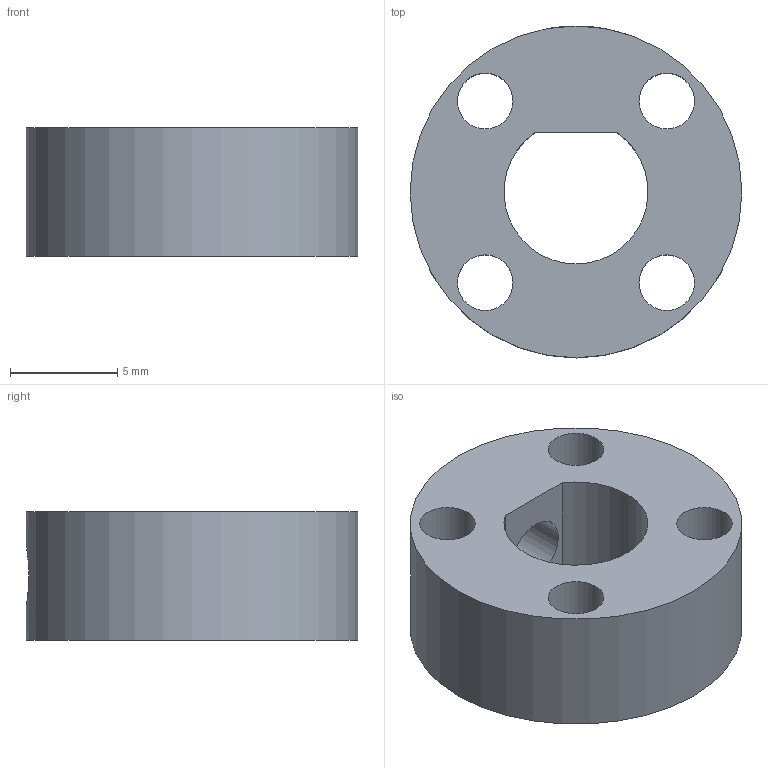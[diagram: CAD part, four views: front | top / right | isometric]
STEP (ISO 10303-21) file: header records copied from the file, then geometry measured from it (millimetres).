
FILE_DESCRIPTION(/* description */ (''),/* implementation_level */ '2;1');
FILE_NAME(/* name */ 'omniWheelInsert.stp',/* time_stamp */ '2019-09-05T19:34:40-04:00',/* author */ ('ishaa'),/* organization */ (''),/* preprocessor_version */ 'ST-DEVELOPER v18',/* originating_system */ 'Autodesk Inventor 2020',/* authorisation */ '');
FILE_SCHEMA (('AUTOMOTIVE_DESIGN { 1 0 10303 214 3 1 1 }'));
Length unit declared in the file: millimetre
Products named in the file (1): omniWheelInsert
Bounding box: 15.5 x 15.5 x 6 mm (x, y, z)
Volume: 765.2 mm3; surface area: 912.2 mm2
Topology: 1 solids, 1 shells, 10 faces, 30 edges, 22 vertices
Faces by surface type: cylinder 7, plane 3
Full cylindrical faces by diameter (mm): 2.6 x4, 3 x1, 15.5 x1
Entity records: 455 total; most frequent: CARTESIAN_POINT 97, DIRECTION 68, ORIENTED_EDGE 60, EDGE_CURVE 30, AXIS2_PLACEMENT_3D 29, EDGE_LOOP 22, VERTEX_POINT 22, CIRCLE 18
